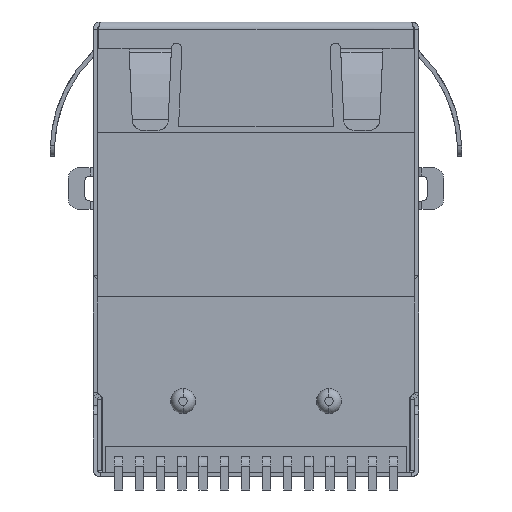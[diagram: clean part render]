
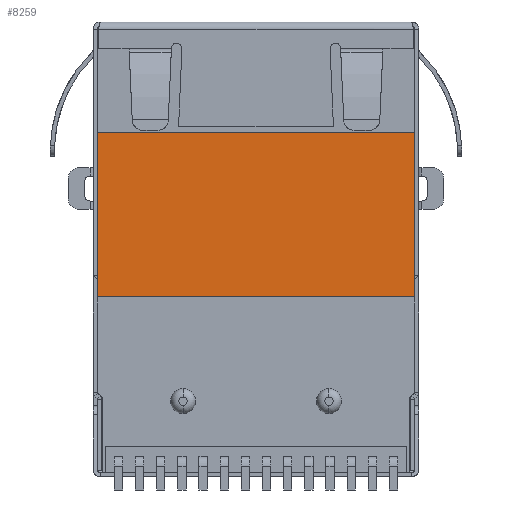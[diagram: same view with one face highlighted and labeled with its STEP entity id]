
A CAD part, front view. The second image highlights one B-rep face of the part: STEP entity #8259.
In plain terms, the highlighted planar face has unit normal (0, -1, 0).
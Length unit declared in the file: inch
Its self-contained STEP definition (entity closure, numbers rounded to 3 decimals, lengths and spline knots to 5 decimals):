
#396 = LINE ( 'NONE', #7626, #8463 ) ;
#895 = CARTESIAN_POINT ( 'NONE',  ( 0.30013, -0.22841, -0.52 ) ) ;
#1151 = VERTEX_POINT ( 'NONE', #2117 ) ;
#2048 = EDGE_CURVE ( 'NONE', #15566, #16882, #14781, .T. ) ;
#2117 = CARTESIAN_POINT ( 'NONE',  ( 0.30013, -0.22841, -0.20866 ) ) ;
#2196 = VECTOR ( 'NONE', #14400, 39.37008 ) ;
#2267 = VECTOR ( 'NONE', #19625, 39.37008 ) ;
#2533 = EDGE_CURVE ( 'NONE', #1151, #3544, #396, .T. ) ;
#3544 = VERTEX_POINT ( 'NONE', #15969 ) ;
#3782 = ORIENTED_EDGE ( 'NONE', *, *, #2048, .T. ) ;
#4177 = ORIENTED_EDGE ( 'NONE', *, *, #2533, .T. ) ;
#4332 = DIRECTION ( 'NONE',  ( 0., 0., -1. ) ) ;
#5990 = DIRECTION ( 'NONE',  ( -1., 0., 0. ) ) ;
#6338 = ORIENTED_EDGE ( 'NONE', *, *, #17758, .T. ) ;
#6533 = FACE_OUTER_BOUND ( 'NONE', #13096, .T. ) ;
#7361 = PLANE ( 'NONE',  #9786 ) ;
#7626 = CARTESIAN_POINT ( 'NONE',  ( 0.30013, -0.22841, -0.20866 ) ) ;
#8259 = ADVANCED_FACE ( 'NONE', ( #6533 ), #7361, .T. ) ;
#8463 = VECTOR ( 'NONE', #5990, 39.37008 ) ;
#8529 = EDGE_CURVE ( 'NONE', #16882, #1151, #9285, .T. ) ;
#9285 = LINE ( 'NONE', #18019, #2267 ) ;
#9786 = AXIS2_PLACEMENT_3D ( 'NONE', #15600, #17151, #4332 ) ;
#12239 = LINE ( 'NONE', #13455, #13768 ) ;
#13096 = EDGE_LOOP ( 'NONE', ( #4177, #6338, #3782, #16717 ) ) ;
#13455 = CARTESIAN_POINT ( 'NONE',  ( -0.30013, -0.22841, -0.20866 ) ) ;
#13768 = VECTOR ( 'NONE', #19858, 39.37008 ) ;
#14400 = DIRECTION ( 'NONE',  ( 1., 0., 0. ) ) ;
#14781 = LINE ( 'NONE', #15999, #2196 ) ;
#14794 = CARTESIAN_POINT ( 'NONE',  ( -0.30013, -0.22841, -0.52 ) ) ;
#15566 = VERTEX_POINT ( 'NONE', #14794 ) ;
#15600 = CARTESIAN_POINT ( 'NONE',  ( 0., -0.22841, 0. ) ) ;
#15969 = CARTESIAN_POINT ( 'NONE',  ( -0.30013, -0.22841, -0.20866 ) ) ;
#15999 = CARTESIAN_POINT ( 'NONE',  ( -0.30013, -0.22841, -0.52 ) ) ;
#16717 = ORIENTED_EDGE ( 'NONE', *, *, #8529, .T. ) ;
#16882 = VERTEX_POINT ( 'NONE', #895 ) ;
#17151 = DIRECTION ( 'NONE',  ( 0., -1., 0. ) ) ;
#17758 = EDGE_CURVE ( 'NONE', #3544, #15566, #12239, .T. ) ;
#18019 = CARTESIAN_POINT ( 'NONE',  ( 0.30013, -0.22841, -0.52 ) ) ;
#19625 = DIRECTION ( 'NONE',  ( 0., 0., 1. ) ) ;
#19858 = DIRECTION ( 'NONE',  ( 0., 0., -1. ) ) ;
